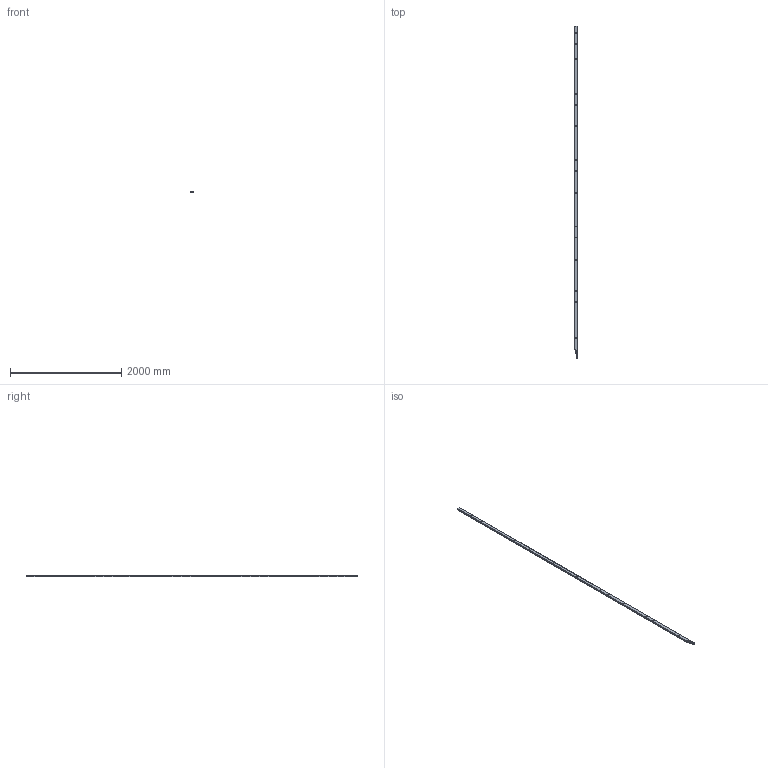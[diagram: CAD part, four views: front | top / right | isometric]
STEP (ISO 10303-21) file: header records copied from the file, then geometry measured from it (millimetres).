
FILE_DESCRIPTION (( 'STEP AP214' ), '1' );
FILE_NAME ('Kitchen 30x60.01.04.003.step', '2020-08-27T11:46:17', ( 'DM' ), ( '' ), 'SwSTEP 2.0', 'SolidWorks 2020', '' );
FILE_SCHEMA (( 'AUTOMOTIVE_DESIGN' ));
Length unit declared in the file: millimetre
Products named in the file (1): Kitchen 30x60.01.04.003
Bounding box: 60 x 5958 x 30 mm (x, y, z)
Volume: 528004.1 mm3; surface area: 1308791.2 mm2
Topology: 1 solids, 1 shells, 312 faces, 1168 edges, 714 vertices
Faces by surface type: cylinder 183, cone 74, plane 55
Entity records: 12844 total; most frequent: CARTESIAN_POINT 3134, ORIENTED_EDGE 2176, DIRECTION 2010, EDGE_CURVE 1088, AXIS2_PLACEMENT_3D 748, VERTEX_POINT 674, LINE 514, VECTOR 514
